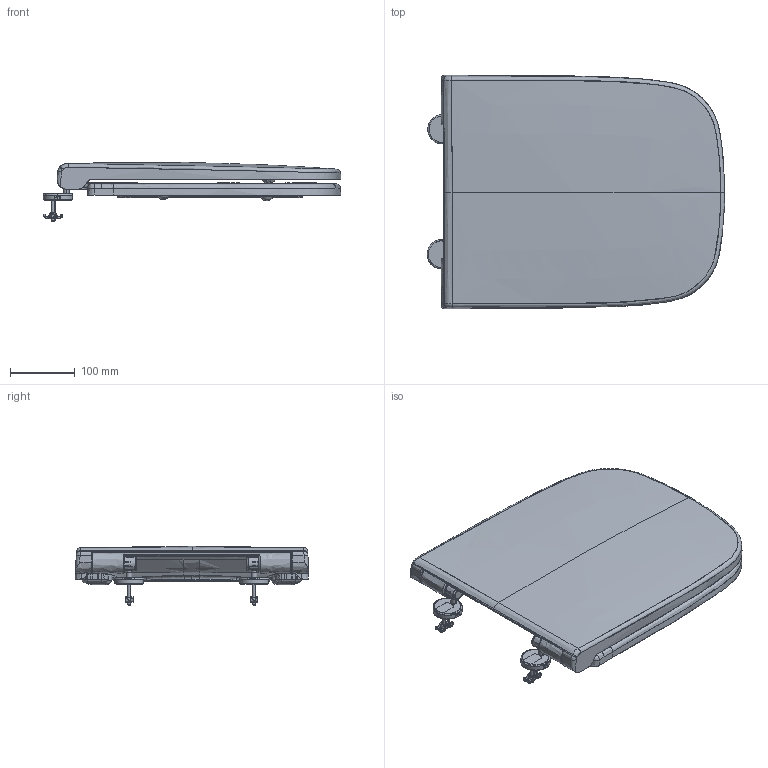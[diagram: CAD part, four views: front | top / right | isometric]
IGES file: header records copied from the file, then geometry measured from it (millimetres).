
Global section: file name: 147.igs; native system: NX V12.0; preprocessor: SIEMENS PLM Software NX 12.0; date: 20201019.161323; units: millimetre
Bounding box: 460.15 x 361.09 x 91.32 mm (x, y, z)
Surface area: 663775.5 mm2 (no closed solid volume)
Topology: 0 solids, 0 shells, 1990 faces, 14709 edges, 14635 vertices
Faces by surface type: bspline 1990
